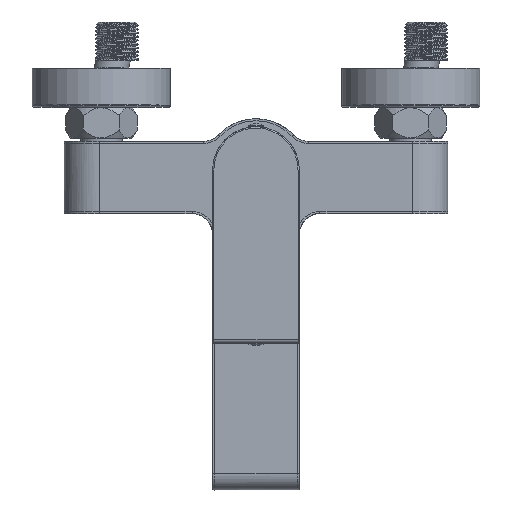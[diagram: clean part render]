
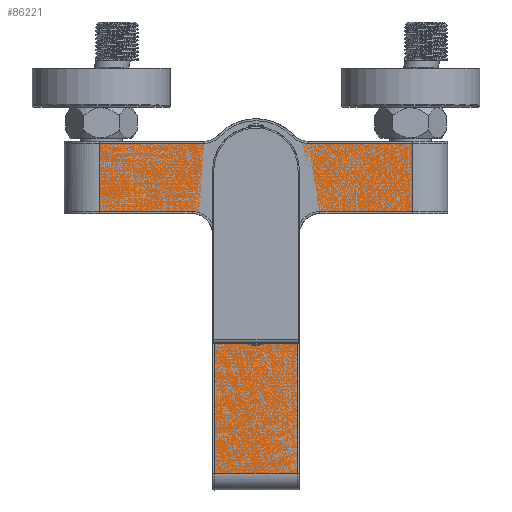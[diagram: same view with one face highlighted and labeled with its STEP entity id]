
A CAD part, top view. The second image highlights one B-rep face of the part: STEP entity #86221.
In plain terms, the highlighted planar face has unit normal (0, 0, 1).
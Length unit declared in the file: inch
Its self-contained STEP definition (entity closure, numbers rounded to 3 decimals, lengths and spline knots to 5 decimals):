
#1576 = ORIENTED_EDGE ( 'NONE', *, *, #60576, .T. ) ;
#1651 = DIRECTION ( 'NONE',  ( 0.728, -0.686, 0. ) ) ;
#2761 = CARTESIAN_POINT ( 'NONE',  ( 0.68775, 0.05737, 0.66929 ) ) ;
#6132 = CIRCLE ( 'NONE', #40036, 0.43307 ) ;
#6928 = DIRECTION ( 'NONE',  ( 0., 0., -1. ) ) ;
#7908 = DIRECTION ( 'NONE',  ( -1., 0., 0. ) ) ;
#8152 = ORIENTED_EDGE ( 'NONE', *, *, #107293, .T. ) ;
#9227 = VERTEX_POINT ( 'NONE', #17500 ) ;
#9581 = EDGE_CURVE ( 'NONE', #44870, #24325, #116497, .T. ) ;
#10930 = VECTOR ( 'NONE', #14587, 39.37008 ) ;
#11735 = ORIENTED_EDGE ( 'NONE', *, *, #15803, .T. ) ;
#13284 = CIRCLE ( 'NONE', #125383, 0.94488 ) ;
#13892 = ORIENTED_EDGE ( 'NONE', *, *, #18853, .T. ) ;
#14587 = DIRECTION ( 'NONE',  ( 1., 0., 0. ) ) ;
#15134 = ORIENTED_EDGE ( 'NONE', *, *, #36042, .T. ) ;
#15469 = CARTESIAN_POINT ( 'NONE',  ( 2.99213, -1.37795, 0.66929 ) ) ;
#15803 = EDGE_CURVE ( 'NONE', #50652, #53920, #82370, .T. ) ;
#16671 = ORIENTED_EDGE ( 'NONE', *, *, #118883, .T. ) ;
#17500 = CARTESIAN_POINT ( 'NONE',  ( -2.99213, -1.37795, 0.66929 ) ) ;
#18853 = EDGE_CURVE ( 'NONE', #109612, #101701, #61904, .T. ) ;
#19144 = CARTESIAN_POINT ( 'NONE',  ( 2.99213, -0.07874, 0.66929 ) ) ;
#19487 = CIRCLE ( 'NONE', #88302, 0.43307 ) ;
#20625 = CARTESIAN_POINT ( 'NONE',  ( -0.7874, -6.37795, 0.66929 ) ) ;
#21105 = FACE_OUTER_BOUND ( 'NONE', #53334, .T. ) ;
#21194 = DIRECTION ( 'NONE',  ( 0., 0., -1. ) ) ;
#22530 = AXIS2_PLACEMENT_3D ( 'NONE', #32411, #21194, #60907 ) ;
#24325 = VERTEX_POINT ( 'NONE', #81603 ) ;
#25074 = LINE ( 'NONE', #19144, #91574 ) ;
#25549 = DIRECTION ( 'NONE',  ( 0.728, 0.686, 0. ) ) ;
#28202 = CARTESIAN_POINT ( 'NONE',  ( -2.99213, -1.37795, 0.66929 ) ) ;
#28451 = CARTESIAN_POINT ( 'NONE',  ( 0.7874, -1.81102, 0.66929 ) ) ;
#29301 = CARTESIAN_POINT ( 'NONE',  ( 1.00297, 0.35433, 0.66929 ) ) ;
#32409 = LINE ( 'NONE', #28202, #97421 ) ;
#32411 = CARTESIAN_POINT ( 'NONE',  ( -1.22047, -1.81102, 0.66929 ) ) ;
#33201 = VERTEX_POINT ( 'NONE', #2761 ) ;
#34865 = CARTESIAN_POINT ( 'NONE',  ( -2.99213, -0.07874, 0.66929 ) ) ;
#35411 = LINE ( 'NONE', #50064, #49316 ) ;
#36042 = EDGE_CURVE ( 'NONE', #41770, #9227, #50248, .T. ) ;
#36967 = DIRECTION ( 'NONE',  ( 0., 1., 0. ) ) ;
#37017 = ORIENTED_EDGE ( 'NONE', *, *, #110255, .T. ) ;
#37661 = AXIS2_PLACEMENT_3D ( 'NONE', #120143, #79876, #1651 ) ;
#38897 = VECTOR ( 'NONE', #113424, 39.37008 ) ;
#40036 = AXIS2_PLACEMENT_3D ( 'NONE', #66117, #6928, #97271 ) ;
#40089 = VECTOR ( 'NONE', #118661, 39.37008 ) ;
#41126 = VERTEX_POINT ( 'NONE', #71330 ) ;
#41770 = VERTEX_POINT ( 'NONE', #34865 ) ;
#43193 = LINE ( 'NONE', #67515, #40089 ) ;
#43928 = VERTEX_POINT ( 'NONE', #116436 ) ;
#44406 = DIRECTION ( 'NONE',  ( 1., 0., 0. ) ) ;
#44870 = VERTEX_POINT ( 'NONE', #68011 ) ;
#48762 = ORIENTED_EDGE ( 'NONE', *, *, #9581, .T. ) ;
#49088 = EDGE_CURVE ( 'NONE', #9227, #91414, #32409, .T. ) ;
#49316 = VECTOR ( 'NONE', #78183, 39.37008 ) ;
#50064 = CARTESIAN_POINT ( 'NONE',  ( -0.7874, -1.81102, 0.66929 ) ) ;
#50248 = LINE ( 'NONE', #89147, #88941 ) ;
#50262 = EDGE_CURVE ( 'NONE', #43928, #76754, #35411, .T. ) ;
#50652 = VERTEX_POINT ( 'NONE', #109639 ) ;
#52146 = CIRCLE ( 'NONE', #22530, 0.43307 ) ;
#53053 = CARTESIAN_POINT ( 'NONE',  ( 1.22047, -1.37795, 0.66929 ) ) ;
#53241 = VECTOR ( 'NONE', #36967, 39.37008 ) ;
#53334 = EDGE_LOOP ( 'NONE', ( #8152, #11735, #73760, #13892, #75951, #16671, #37017, #95537, #48762, #1576, #15134, #110612, #126719, #87351 ) ) ;
#53920 = VERTEX_POINT ( 'NONE', #28451 ) ;
#55033 = VERTEX_POINT ( 'NONE', #91150 ) ;
#60576 = EDGE_CURVE ( 'NONE', #24325, #41770, #103928, .T. ) ;
#60907 = DIRECTION ( 'NONE',  ( 0., 1., 0. ) ) ;
#61904 = LINE ( 'NONE', #114544, #10930 ) ;
#63573 = CARTESIAN_POINT ( 'NONE',  ( 0., -0.59055, 0.66929 ) ) ;
#65041 = EDGE_CURVE ( 'NONE', #91414, #43928, #52146, .T. ) ;
#66117 = CARTESIAN_POINT ( 'NONE',  ( 1.22047, -1.81102, 0.66929 ) ) ;
#67515 = CARTESIAN_POINT ( 'NONE',  ( -0.7874, -6.37795, 0.66929 ) ) ;
#68011 = CARTESIAN_POINT ( 'NONE',  ( -0.68775, 0.05737, 0.66929 ) ) ;
#68017 = EDGE_CURVE ( 'NONE', #33201, #44870, #13284, .T. ) ;
#69937 = VECTOR ( 'NONE', #86056, 39.37008 ) ;
#71330 = CARTESIAN_POINT ( 'NONE',  ( 1.00297, -0.07874, 0.66929 ) ) ;
#73319 = LINE ( 'NONE', #106616, #53241 ) ;
#73760 = ORIENTED_EDGE ( 'NONE', *, *, #81996, .T. ) ;
#73769 = DIRECTION ( 'NONE',  ( 0., 0., 1. ) ) ;
#75951 = ORIENTED_EDGE ( 'NONE', *, *, #77070, .T. ) ;
#76754 = VERTEX_POINT ( 'NONE', #20625 ) ;
#77070 = EDGE_CURVE ( 'NONE', #101701, #55033, #73319, .T. ) ;
#78183 = DIRECTION ( 'NONE',  ( 0., -1., 0. ) ) ;
#78436 = AXIS2_PLACEMENT_3D ( 'NONE', #122719, #73769, #44406 ) ;
#79025 = DIRECTION ( 'NONE',  ( 0., -1., 0. ) ) ;
#79876 = DIRECTION ( 'NONE',  ( 0., 0., -1. ) ) ;
#81603 = CARTESIAN_POINT ( 'NONE',  ( -1.00297, -0.07874, 0.66929 ) ) ;
#81996 = EDGE_CURVE ( 'NONE', #53920, #109612, #6132, .T. ) ;
#82370 = LINE ( 'NONE', #85614, #69937 ) ;
#85614 = CARTESIAN_POINT ( 'NONE',  ( 0.7874, -6.37795, 0.66929 ) ) ;
#86056 = DIRECTION ( 'NONE',  ( 0., 1., 0. ) ) ;
#86221 = ADVANCED_FACE ( 'NONE', ( #21105 ), #86720, .T. ) ;
#86720 = PLANE ( 'NONE',  #78436 ) ;
#87351 = ORIENTED_EDGE ( 'NONE', *, *, #50262, .T. ) ;
#88302 = AXIS2_PLACEMENT_3D ( 'NONE', #29301, #98535, #79025 ) ;
#88715 = DIRECTION ( 'NONE',  ( 0., -1., 0. ) ) ;
#88941 = VECTOR ( 'NONE', #88715, 39.37008 ) ;
#89147 = CARTESIAN_POINT ( 'NONE',  ( -2.99213, -0.07874, 0.66929 ) ) ;
#91150 = CARTESIAN_POINT ( 'NONE',  ( 2.99213, -0.07874, 0.66929 ) ) ;
#91414 = VERTEX_POINT ( 'NONE', #98868 ) ;
#91574 = VECTOR ( 'NONE', #7908, 39.37008 ) ;
#95537 = ORIENTED_EDGE ( 'NONE', *, *, #68017, .T. ) ;
#97271 = DIRECTION ( 'NONE',  ( -1., 0., 0. ) ) ;
#97421 = VECTOR ( 'NONE', #126426, 39.37008 ) ;
#98535 = DIRECTION ( 'NONE',  ( 0., 0., -1. ) ) ;
#98868 = CARTESIAN_POINT ( 'NONE',  ( -1.22047, -1.37795, 0.66929 ) ) ;
#101701 = VERTEX_POINT ( 'NONE', #15469 ) ;
#103928 = LINE ( 'NONE', #123762, #38897 ) ;
#106616 = CARTESIAN_POINT ( 'NONE',  ( 2.99213, -1.37795, 0.66929 ) ) ;
#107293 = EDGE_CURVE ( 'NONE', #76754, #50652, #43193, .T. ) ;
#109612 = VERTEX_POINT ( 'NONE', #53053 ) ;
#109639 = CARTESIAN_POINT ( 'NONE',  ( 0.7874, -6.37795, 0.66929 ) ) ;
#110255 = EDGE_CURVE ( 'NONE', #41126, #33201, #19487, .T. ) ;
#110612 = ORIENTED_EDGE ( 'NONE', *, *, #49088, .T. ) ;
#113424 = DIRECTION ( 'NONE',  ( -1., 0., 0. ) ) ;
#113860 = DIRECTION ( 'NONE',  ( 0., 0., 1. ) ) ;
#114544 = CARTESIAN_POINT ( 'NONE',  ( 1.22047, -1.37795, 0.66929 ) ) ;
#116436 = CARTESIAN_POINT ( 'NONE',  ( -0.7874, -1.81102, 0.66929 ) ) ;
#116497 = CIRCLE ( 'NONE', #37661, 0.43307 ) ;
#118661 = DIRECTION ( 'NONE',  ( 1., 0., 0. ) ) ;
#118883 = EDGE_CURVE ( 'NONE', #55033, #41126, #25074, .T. ) ;
#120143 = CARTESIAN_POINT ( 'NONE',  ( -1.00297, 0.35433, 0.66929 ) ) ;
#122719 = CARTESIAN_POINT ( 'NONE',  ( 0., -3.01126, 0.66929 ) ) ;
#123762 = CARTESIAN_POINT ( 'NONE',  ( -1.00297, -0.07874, 0.66929 ) ) ;
#125383 = AXIS2_PLACEMENT_3D ( 'NONE', #63573, #113860, #25549 ) ;
#126426 = DIRECTION ( 'NONE',  ( 1., 0., 0. ) ) ;
#126719 = ORIENTED_EDGE ( 'NONE', *, *, #65041, .T. ) ;
